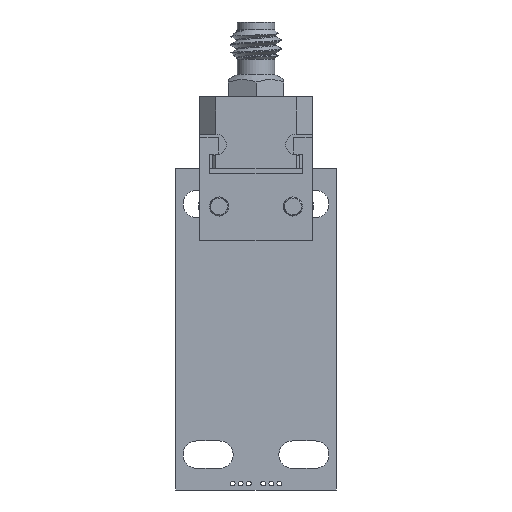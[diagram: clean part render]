
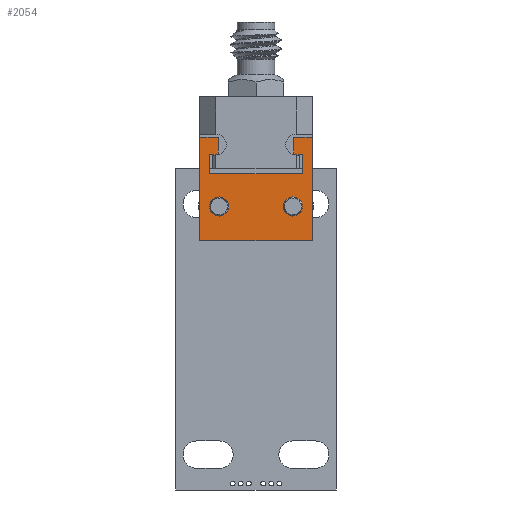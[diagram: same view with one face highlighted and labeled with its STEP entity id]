
A CAD part, front view. The second image highlights one B-rep face of the part: STEP entity #2054.
In plain terms, the highlighted planar face has unit normal (0, -1, 0).
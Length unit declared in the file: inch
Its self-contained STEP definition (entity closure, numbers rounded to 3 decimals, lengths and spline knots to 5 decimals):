
#21 = DIRECTION ( 'NONE',  ( 0., -1., 0. ) ) ;
#95 = ORIENTED_EDGE ( 'NONE', *, *, #9680, .F. ) ;
#155 = VERTEX_POINT ( 'NONE', #165 ) ;
#165 = CARTESIAN_POINT ( 'NONE',  ( -0.1445, -0.059, 0.109 ) ) ;
#228 = DIRECTION ( 'NONE',  ( 1., 0., 0. ) ) ;
#241 = DIRECTION ( 'NONE',  ( 0., 0., -1. ) ) ;
#262 = VERTEX_POINT ( 'NONE', #10897 ) ;
#263 = AXIS2_PLACEMENT_3D ( 'NONE', #6949, #3161, #8602 ) ;
#318 = VERTEX_POINT ( 'NONE', #2736 ) ;
#325 = DIRECTION ( 'NONE',  ( 0., 0., 1. ) ) ;
#336 = CARTESIAN_POINT ( 'NONE',  ( -0.175, -0.059, -0.161 ) ) ;
#384 = VERTEX_POINT ( 'NONE', #9411 ) ;
#424 = VECTOR ( 'NONE', #2541, 39.37008 ) ;
#604 = EDGE_CURVE ( 'NONE', #318, #5292, #9571, .T. ) ;
#667 = VERTEX_POINT ( 'NONE', #9103 ) ;
#800 = VECTOR ( 'NONE', #228, 39.37008 ) ;
#896 = VERTEX_POINT ( 'NONE', #4369 ) ;
#899 = CARTESIAN_POINT ( 'NONE',  ( -0.117, -0.059, 0.161 ) ) ;
#909 = DIRECTION ( 'NONE',  ( 1., 0., 0. ) ) ;
#1346 = CARTESIAN_POINT ( 'NONE',  ( 0., -0.059, 0.109 ) ) ;
#1350 = VECTOR ( 'NONE', #3974, 39.37008 ) ;
#1470 = DIRECTION ( 'NONE',  ( -1., 0., 0. ) ) ;
#1477 = ORIENTED_EDGE ( 'NONE', *, *, #9186, .F. ) ;
#1527 = ORIENTED_EDGE ( 'NONE', *, *, #6727, .F. ) ;
#1534 = DIRECTION ( 'NONE',  ( 0., -1., 0. ) ) ;
#1535 = DIRECTION ( 'NONE',  ( 0., 0., -1. ) ) ;
#1799 = DIRECTION ( 'NONE',  ( 0., 0., -1. ) ) ;
#1823 = EDGE_CURVE ( 'NONE', #6277, #3175, #2795, .T. ) ;
#1900 = ORIENTED_EDGE ( 'NONE', *, *, #6390, .F. ) ;
#1946 = VECTOR ( 'NONE', #7491, 39.37008 ) ;
#1948 = CARTESIAN_POINT ( 'NONE',  ( -0.175, -0.059, 0.161 ) ) ;
#2054 = ADVANCED_FACE ( 'NONE', ( #9623, #8858, #7972 ), #4197, .T. ) ;
#2364 = CARTESIAN_POINT ( 'NONE',  ( -0.1445, -0.059, 0. ) ) ;
#2375 = CARTESIAN_POINT ( 'NONE',  ( 0.175, -0.059, 0.161 ) ) ;
#2419 = DIRECTION ( 'NONE',  ( 0., 0., -1. ) ) ;
#2428 = EDGE_LOOP ( 'NONE', ( #1900, #2768 ) ) ;
#2541 = DIRECTION ( 'NONE',  ( -1., 0., 0. ) ) ;
#2620 = EDGE_CURVE ( 'NONE', #9760, #262, #3274, .T. ) ;
#2705 = LINE ( 'NONE', #4485, #9004 ) ;
#2736 = CARTESIAN_POINT ( 'NONE',  ( -0.115, -0.059, -0.08375 ) ) ;
#2768 = ORIENTED_EDGE ( 'NONE', *, *, #10027, .F. ) ;
#2795 = LINE ( 'NONE', #5415, #2797 ) ;
#2797 = VECTOR ( 'NONE', #909, 39.37008 ) ;
#2932 = VERTEX_POINT ( 'NONE', #3266 ) ;
#2935 = CARTESIAN_POINT ( 'NONE',  ( 0.117, -0.059, 0. ) ) ;
#3161 = DIRECTION ( 'NONE',  ( 0., -1., 0. ) ) ;
#3175 = VERTEX_POINT ( 'NONE', #899 ) ;
#3266 = CARTESIAN_POINT ( 'NONE',  ( 0.115, -0.059, -0.08375 ) ) ;
#3274 = LINE ( 'NONE', #5716, #4461 ) ;
#3275 = CIRCLE ( 'NONE', #263, 0.02975 ) ;
#3365 = DIRECTION ( 'NONE',  ( 0., -1., 0. ) ) ;
#3469 = VECTOR ( 'NONE', #11087, 39.37008 ) ;
#3495 = VERTEX_POINT ( 'NONE', #6331 ) ;
#3637 = EDGE_CURVE ( 'NONE', #3175, #10107, #10219, .T. ) ;
#3716 = EDGE_CURVE ( 'NONE', #262, #896, #4307, .T. ) ;
#3802 = AXIS2_PLACEMENT_3D ( 'NONE', #9825, #21, #1799 ) ;
#3974 = DIRECTION ( 'NONE',  ( 0., 0., -1. ) ) ;
#4062 = CARTESIAN_POINT ( 'NONE',  ( -0.117, -0.059, 0.109 ) ) ;
#4185 = ORIENTED_EDGE ( 'NONE', *, *, #2620, .F. ) ;
#4197 = PLANE ( 'NONE',  #8841 ) ;
#4212 = ORIENTED_EDGE ( 'NONE', *, *, #11091, .F. ) ;
#4220 = EDGE_CURVE ( 'NONE', #3495, #9760, #2705, .T. ) ;
#4302 = VERTEX_POINT ( 'NONE', #336 ) ;
#4307 = LINE ( 'NONE', #1346, #9747 ) ;
#4369 = CARTESIAN_POINT ( 'NONE',  ( 0.117, -0.059, 0.109 ) ) ;
#4404 = LINE ( 'NONE', #2375, #1350 ) ;
#4413 = AXIS2_PLACEMENT_3D ( 'NONE', #9624, #3365, #1535 ) ;
#4426 = CARTESIAN_POINT ( 'NONE',  ( 0.1445, -0.059, 0.048 ) ) ;
#4461 = VECTOR ( 'NONE', #325, 39.37008 ) ;
#4485 = CARTESIAN_POINT ( 'NONE',  ( 0., -0.059, 0.048 ) ) ;
#4744 = CARTESIAN_POINT ( 'NONE',  ( 0.117, -0.059, 0.161 ) ) ;
#4908 = CARTESIAN_POINT ( 'NONE',  ( -0.115, -0.059, -0.02425 ) ) ;
#4944 = CIRCLE ( 'NONE', #3802, 0.02975 ) ;
#5068 = AXIS2_PLACEMENT_3D ( 'NONE', #5576, #5401, #241 ) ;
#5155 = EDGE_CURVE ( 'NONE', #10107, #155, #7974, .T. ) ;
#5292 = VERTEX_POINT ( 'NONE', #4908 ) ;
#5295 = ORIENTED_EDGE ( 'NONE', *, *, #604, .F. ) ;
#5401 = DIRECTION ( 'NONE',  ( 0., -1., 0. ) ) ;
#5415 = CARTESIAN_POINT ( 'NONE',  ( -0.175, -0.059, 0.161 ) ) ;
#5463 = LINE ( 'NONE', #8102, #6490 ) ;
#5576 = CARTESIAN_POINT ( 'NONE',  ( -0.115, -0.059, -0.054 ) ) ;
#5658 = CARTESIAN_POINT ( 'NONE',  ( -0.175, -0.059, -0.161 ) ) ;
#5716 = CARTESIAN_POINT ( 'NONE',  ( 0.1445, -0.059, 0. ) ) ;
#5808 = CARTESIAN_POINT ( 'NONE',  ( -0.175, -0.059, 0.161 ) ) ;
#6030 = CARTESIAN_POINT ( 'NONE',  ( 0.175, -0.059, -0.161 ) ) ;
#6178 = EDGE_CURVE ( 'NONE', #4302, #6277, #5463, .T. ) ;
#6261 = DIRECTION ( 'NONE',  ( 0., 0., -1. ) ) ;
#6277 = VERTEX_POINT ( 'NONE', #5808 ) ;
#6331 = CARTESIAN_POINT ( 'NONE',  ( -0.1445, -0.059, 0.048 ) ) ;
#6390 = EDGE_CURVE ( 'NONE', #384, #2932, #10453, .T. ) ;
#6396 = DIRECTION ( 'NONE',  ( 0., 0., 1. ) ) ;
#6490 = VECTOR ( 'NONE', #6396, 39.37008 ) ;
#6536 = LINE ( 'NONE', #5658, #3469 ) ;
#6727 = EDGE_CURVE ( 'NONE', #5292, #318, #4944, .T. ) ;
#6934 = ORIENTED_EDGE ( 'NONE', *, *, #4220, .F. ) ;
#6949 = CARTESIAN_POINT ( 'NONE',  ( 0.115, -0.059, -0.054 ) ) ;
#6984 = ORIENTED_EDGE ( 'NONE', *, *, #5155, .F. ) ;
#7104 = ORIENTED_EDGE ( 'NONE', *, *, #3637, .F. ) ;
#7306 = EDGE_LOOP ( 'NONE', ( #1527, #5295 ) ) ;
#7420 = VECTOR ( 'NONE', #2419, 39.37008 ) ;
#7491 = DIRECTION ( 'NONE',  ( 0., 0., 1. ) ) ;
#7866 = ORIENTED_EDGE ( 'NONE', *, *, #6178, .F. ) ;
#7917 = CARTESIAN_POINT ( 'NONE',  ( 0., -0.059, 0. ) ) ;
#7972 = FACE_OUTER_BOUND ( 'NONE', #10924, .T. ) ;
#7974 = LINE ( 'NONE', #11598, #424 ) ;
#8102 = CARTESIAN_POINT ( 'NONE',  ( -0.175, -0.059, 0.161 ) ) ;
#8106 = EDGE_CURVE ( 'NONE', #667, #9289, #4404, .T. ) ;
#8321 = LINE ( 'NONE', #1948, #800 ) ;
#8602 = DIRECTION ( 'NONE',  ( 0., 0., -1. ) ) ;
#8696 = VERTEX_POINT ( 'NONE', #4744 ) ;
#8736 = LINE ( 'NONE', #2364, #7420 ) ;
#8810 = VECTOR ( 'NONE', #10162, 39.37008 ) ;
#8841 = AXIS2_PLACEMENT_3D ( 'NONE', #7917, #1534, #6261 ) ;
#8858 = FACE_BOUND ( 'NONE', #2428, .T. ) ;
#9004 = VECTOR ( 'NONE', #11642, 39.37008 ) ;
#9092 = ORIENTED_EDGE ( 'NONE', *, *, #1823, .F. ) ;
#9103 = CARTESIAN_POINT ( 'NONE',  ( 0.175, -0.059, 0.161 ) ) ;
#9186 = EDGE_CURVE ( 'NONE', #8696, #667, #8321, .T. ) ;
#9289 = VERTEX_POINT ( 'NONE', #6030 ) ;
#9411 = CARTESIAN_POINT ( 'NONE',  ( 0.115, -0.059, -0.02425 ) ) ;
#9571 = CIRCLE ( 'NONE', #5068, 0.02975 ) ;
#9623 = FACE_BOUND ( 'NONE', #7306, .T. ) ;
#9624 = CARTESIAN_POINT ( 'NONE',  ( 0.115, -0.059, -0.054 ) ) ;
#9680 = EDGE_CURVE ( 'NONE', #155, #3495, #8736, .T. ) ;
#9744 = ORIENTED_EDGE ( 'NONE', *, *, #10300, .F. ) ;
#9747 = VECTOR ( 'NONE', #1470, 39.37008 ) ;
#9760 = VERTEX_POINT ( 'NONE', #4426 ) ;
#9825 = CARTESIAN_POINT ( 'NONE',  ( -0.115, -0.059, -0.054 ) ) ;
#9874 = ORIENTED_EDGE ( 'NONE', *, *, #8106, .F. ) ;
#10027 = EDGE_CURVE ( 'NONE', #2932, #384, #3275, .T. ) ;
#10089 = LINE ( 'NONE', #2935, #1946 ) ;
#10107 = VERTEX_POINT ( 'NONE', #4062 ) ;
#10162 = DIRECTION ( 'NONE',  ( 0., 0., -1. ) ) ;
#10219 = LINE ( 'NONE', #11234, #8810 ) ;
#10300 = EDGE_CURVE ( 'NONE', #9289, #4302, #6536, .T. ) ;
#10453 = CIRCLE ( 'NONE', #4413, 0.02975 ) ;
#10897 = CARTESIAN_POINT ( 'NONE',  ( 0.1445, -0.059, 0.109 ) ) ;
#10924 = EDGE_LOOP ( 'NONE', ( #4212, #11460, #4185, #6934, #95, #6984, #7104, #9092, #7866, #9744, #9874, #1477 ) ) ;
#11087 = DIRECTION ( 'NONE',  ( -1., 0., 0. ) ) ;
#11091 = EDGE_CURVE ( 'NONE', #896, #8696, #10089, .T. ) ;
#11234 = CARTESIAN_POINT ( 'NONE',  ( -0.117, -0.059, 0. ) ) ;
#11460 = ORIENTED_EDGE ( 'NONE', *, *, #3716, .F. ) ;
#11598 = CARTESIAN_POINT ( 'NONE',  ( 0., -0.059, 0.109 ) ) ;
#11642 = DIRECTION ( 'NONE',  ( 1., 0., 0. ) ) ;
